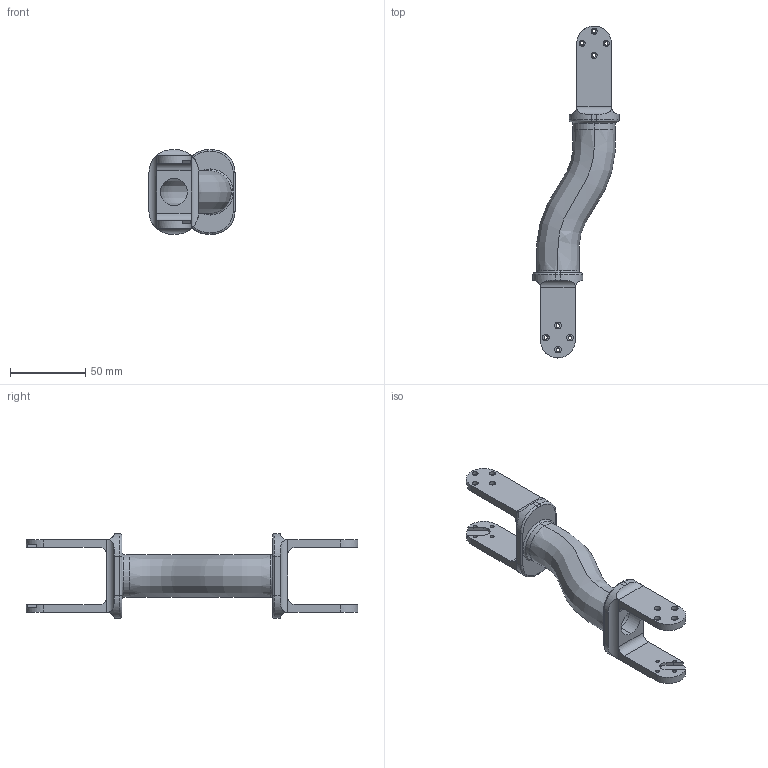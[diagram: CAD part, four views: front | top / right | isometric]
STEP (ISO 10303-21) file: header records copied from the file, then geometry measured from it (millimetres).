
FILE_DESCRIPTION (( 'STEP AP203' ), '1' );
FILE_NAME ('S2_Conector.STEP', '2024-06-13T15:10:38', ( '' ), ( '' ), 'SwSTEP 2.0', 'SolidWorks 2024', '' );
FILE_SCHEMA (( 'CONFIG_CONTROL_DESIGN' ));
Length unit declared in the file: millimetre
Products named in the file (1): S2_Conector
Bounding box: 57 x 219.96 x 56 mm (x, y, z)
Volume: 82512 mm3; surface area: 34700.3 mm2
Topology: 1 solids, 1 shells, 186 faces, 468 edges, 300 vertices
Faces by surface type: cylinder 108, plane 62, torus 10, bspline 6
Entity records: 10035 total; most frequent: CARTESIAN_POINT 5323, DIRECTION 1014, ORIENTED_EDGE 936, EDGE_CURVE 468, AXIS2_PLACEMENT_3D 403, VERTEX_POINT 300, EDGE_LOOP 236, CIRCLE 222
